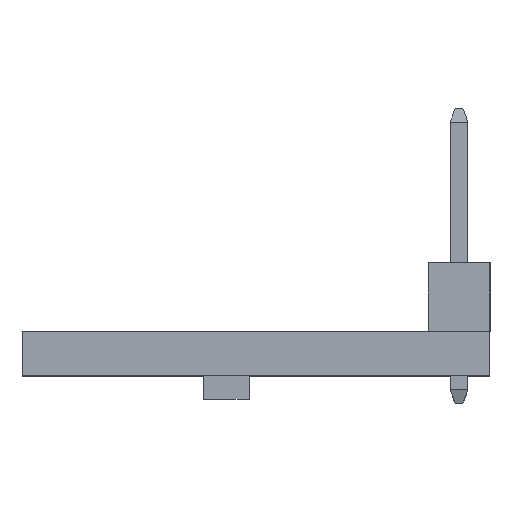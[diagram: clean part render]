
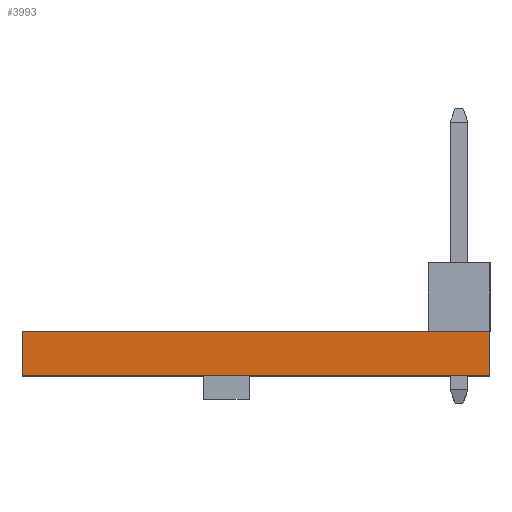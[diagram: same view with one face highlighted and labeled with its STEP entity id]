
A CAD part, top view. The second image highlights one B-rep face of the part: STEP entity #3993.
In plain terms, the highlighted planar face has unit normal (0, 0, 1).
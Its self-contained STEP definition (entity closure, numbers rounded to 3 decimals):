
#289 = LINE ( 'NONE', #11668, #16357 ) ;
#825 = CARTESIAN_POINT ( 'NONE',  ( -8.5, 0.8, 9.175 ) ) ;
#927 = EDGE_CURVE ( 'NONE', #8932, #6463, #13052, .T. ) ;
#1107 = CARTESIAN_POINT ( 'NONE',  ( -8.5, 0.8, 9.175 ) ) ;
#1456 = EDGE_CURVE ( 'NONE', #11248, #10874, #289, .T. ) ;
#1822 = ORIENTED_EDGE ( 'NONE', *, *, #1456, .T. ) ;
#1872 = EDGE_CURVE ( 'NONE', #8932, #11248, #13620, .T. ) ;
#2220 = ORIENTED_EDGE ( 'NONE', *, *, #5350, .F. ) ;
#2370 = CARTESIAN_POINT ( 'NONE',  ( 8.5, 0.8, 9.175 ) ) ;
#3058 = CARTESIAN_POINT ( 'NONE',  ( -8.5, 0.8, 9.175 ) ) ;
#3993 = ADVANCED_FACE ( 'NONE', ( #15305 ), #13896, .F. ) ;
#5350 = EDGE_CURVE ( 'NONE', #6463, #10874, #16215, .T. ) ;
#6009 = CARTESIAN_POINT ( 'NONE',  ( 8.5, 0.8, 9.175 ) ) ;
#6463 = VERTEX_POINT ( 'NONE', #2370 ) ;
#7672 = VECTOR ( 'NONE', #10344, 1000. ) ;
#8170 = AXIS2_PLACEMENT_3D ( 'NONE', #1107, #9504, #15212 ) ;
#8558 = CARTESIAN_POINT ( 'NONE',  ( 8.5, -0.8, 9.175 ) ) ;
#8932 = VERTEX_POINT ( 'NONE', #9844 ) ;
#9504 = DIRECTION ( 'NONE',  ( 0., 0., -1. ) ) ;
#9844 = CARTESIAN_POINT ( 'NONE',  ( -8.5, 0.8, 9.175 ) ) ;
#10278 = DIRECTION ( 'NONE',  ( 1., 0., 0. ) ) ;
#10344 = DIRECTION ( 'NONE',  ( 1., 0., 0. ) ) ;
#10874 = VERTEX_POINT ( 'NONE', #8558 ) ;
#11195 = VECTOR ( 'NONE', #16421, 1000. ) ;
#11248 = VERTEX_POINT ( 'NONE', #13096 ) ;
#11668 = CARTESIAN_POINT ( 'NONE',  ( -8.5, -0.8, 9.175 ) ) ;
#12096 = DIRECTION ( 'NONE',  ( 0., -1., 0. ) ) ;
#13052 = LINE ( 'NONE', #3058, #7672 ) ;
#13096 = CARTESIAN_POINT ( 'NONE',  ( -8.5, -0.8, 9.175 ) ) ;
#13121 = ORIENTED_EDGE ( 'NONE', *, *, #927, .F. ) ;
#13327 = EDGE_LOOP ( 'NONE', ( #1822, #2220, #13121, #16557 ) ) ;
#13620 = LINE ( 'NONE', #825, #11195 ) ;
#13896 = PLANE ( 'NONE',  #8170 ) ;
#15212 = DIRECTION ( 'NONE',  ( -1., 0., 0. ) ) ;
#15305 = FACE_OUTER_BOUND ( 'NONE', #13327, .T. ) ;
#16215 = LINE ( 'NONE', #6009, #17711 ) ;
#16357 = VECTOR ( 'NONE', #10278, 1000. ) ;
#16421 = DIRECTION ( 'NONE',  ( 0., -1., 0. ) ) ;
#16557 = ORIENTED_EDGE ( 'NONE', *, *, #1872, .T. ) ;
#17711 = VECTOR ( 'NONE', #12096, 1000. ) ;
